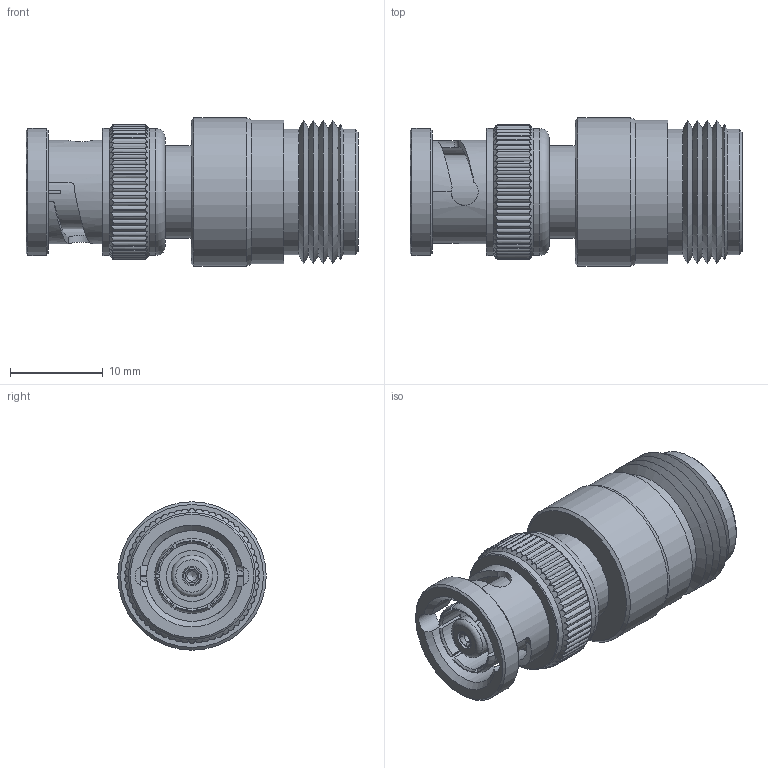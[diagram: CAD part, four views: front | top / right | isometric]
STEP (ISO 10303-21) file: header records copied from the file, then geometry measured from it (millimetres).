
FILE_DESCRIPTION (( 'STEP AP214' ), '1' );
FILE_NAME ('AXA-NFRBP.STEP', '2018-01-05T15:58:56', ( '' ), ( '' ), 'SwSTEP 2.0', 'SolidWorks 2014', '' );
FILE_SCHEMA (( 'AUTOMOTIVE_DESIGN' ));
Length unit declared in the file: millimetre
Products named in the file (1): AXA-NFRBP
Bounding box: 35.8 x 16 x 16 mm (x, y, z)
Volume: 4413 mm3; surface area: 3465.1 mm2
Topology: 1 solids, 1 shells, 340 faces, 944 edges, 613 vertices
Faces by surface type: cylinder 199, plane 71, cone 54, torus 10, bspline 6
Full cylindrical faces by diameter (mm): 1.4 x1, 1.8 x1, 2.08 x1, 3 x1, 4.5 x1, 5.5 x1, 7 x2, 7.9 x1, 9.8 x1, 10 x1, 11.2 x1, 13.5 x2, 13.7 x3, 15.5 x1, 16 x1
Entity records: 11648 total; most frequent: CARTESIAN_POINT 3695, ORIENTED_EDGE 1766, DIRECTION 1478, EDGE_CURVE 883, AXIS2_PLACEMENT_3D 608, VERTEX_POINT 597, EDGE_LOOP 392, FACE_OUTER_BOUND 359
